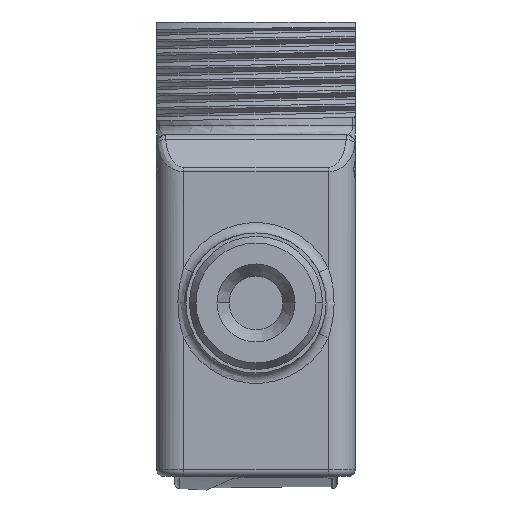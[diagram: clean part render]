
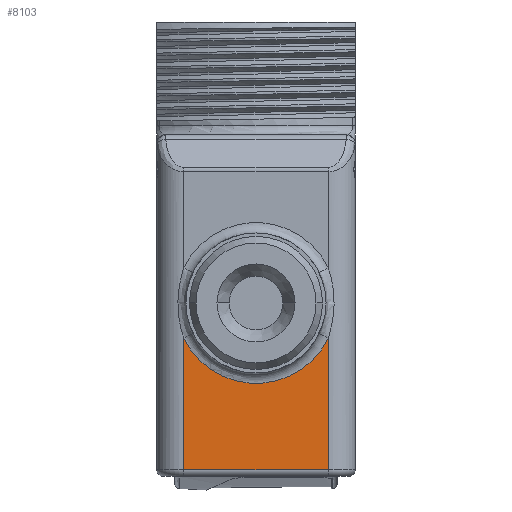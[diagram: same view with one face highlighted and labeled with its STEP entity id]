
A CAD part, front view. The second image highlights one B-rep face of the part: STEP entity #8103.
In plain terms, the highlighted planar face has unit normal (0, -1, 0).
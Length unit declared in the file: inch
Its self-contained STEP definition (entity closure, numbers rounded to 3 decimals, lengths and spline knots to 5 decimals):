
#1110=DIRECTION('',(0.,0.,-1.));
#1111=VECTOR('',#1110,0.57283);
#1112=CARTESIAN_POINT('',(-0.31496,0.,
-1.24016));
#1113=LINE('',#1112,#1111);
#1184=CARTESIAN_POINT('',(-0.31496,0.,
-1.24016));
#1190=DIRECTION('',(0.,0.,1.));
#1191=VECTOR('',#1190,0.57283);
#1192=CARTESIAN_POINT('',(0.31496,0.,-1.81299));
#1193=LINE('',#1192,#1191);
#1194=CARTESIAN_POINT('',(0.31496,0.,
-1.24016));
#1313=DIRECTION('',(-1.,0.,0.));
#1314=VECTOR('',#1313,0.62992);
#1315=CARTESIAN_POINT('',(0.31496,0.,-1.81299));
#1316=LINE('',#1315,#1314);
#1767=CARTESIAN_POINT('',(0.,0.,-1.08661));
#1768=DIRECTION('',(0.,1.,0.));
#1769=DIRECTION('',(0.899,0.,-0.438));
#1770=AXIS2_PLACEMENT_3D('',#1767,#1768,#1769);
#6536=VERTEX_POINT('',#1184);
#6542=VERTEX_POINT('',#1194);
#7320=CARTESIAN_POINT('',(0.31496,0.,-1.81299));
#7321=CARTESIAN_POINT('',(-0.31496,0.,-1.81299));
#7322=VERTEX_POINT('',#7320);
#7323=VERTEX_POINT('',#7321);
#8089=CARTESIAN_POINT('',(-0.43307,0.,-0.35433));
#8090=DIRECTION('',(0.,-1.,0.));
#8091=DIRECTION('',(1.,0.,0.));
#8092=AXIS2_PLACEMENT_3D('',#8089,#8090,#8091);
#8093=PLANE('',#8092);
#8095=ORIENTED_EDGE('',*,*,#8094,.F.);
#8097=ORIENTED_EDGE('',*,*,#8096,.T.);
#8098=ORIENTED_EDGE('',*,*,#8065,.F.);
#8100=ORIENTED_EDGE('',*,*,#8099,.F.);
#8101=EDGE_LOOP('',(#8095,#8097,#8098,#8100));
#8102=FACE_OUTER_BOUND('',#8101,.F.);
#8103=ADVANCED_FACE('',(#8102),#8093,.T.);
#1771=CIRCLE('',#1770,0.35039);
#8065=EDGE_CURVE('',#6536,#7323,#1113,.T.);
#8094=EDGE_CURVE('',#7322,#6542,#1193,.T.);
#8096=EDGE_CURVE('',#7322,#7323,#1316,.T.);
#8099=EDGE_CURVE('',#6542,#6536,#1771,.T.);
